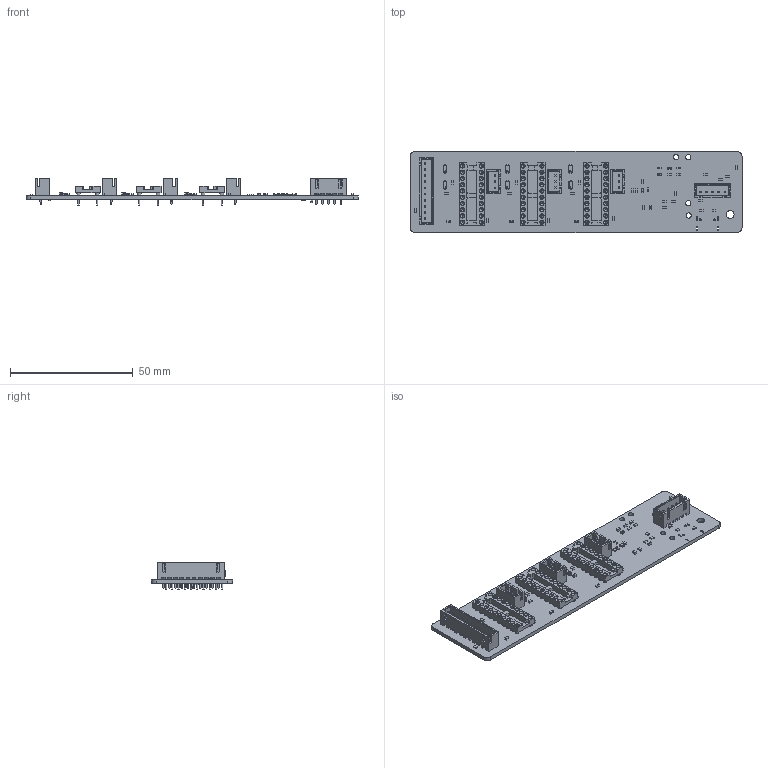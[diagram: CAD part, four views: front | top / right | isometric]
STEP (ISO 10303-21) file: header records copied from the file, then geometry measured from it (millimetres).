
FILE_DESCRIPTION(('FreeCAD Model'),'2;1');
FILE_NAME('Open CASCADE Shape Model','2022-04-21T12:38:18',(''),(''), 'Open CASCADE STEP processor 7.5','FreeCAD','Unknown');
FILE_SCHEMA(('AUTOMOTIVE_DESIGN { 1 0 10303 214 1 1 1 1 }'));
Length unit declared in the file: millimetre
Products named in the file (16): project; Board_Geoms_1710; Pcb_1710; Step_Models_1710; Top_1710; D8_LED_0603_1608Metric_de82c98f9679; U2_DIP_20_W762mm_Socket_df51b67308f2; MOT2_JST_B3B_XH_A_ff6e8a197388; R10_R_0603_1608Metric_8c8b81831c11; C17_C_0603_1608Metric_be693eb83bf6; J8_JST_B5B_XH_A_7dff0d5203dc; SENSORS1_JST_B10B_XH_A_bb1801e322fe; D7_D_0603_15eb90a0a557; D4_D_SOD_123_6c054237abb5; L1_L_0603_1608Metric_b45a29cde6f9; Bot_1710
Assembly tree (59 placements, depth 4):
  project
    Board_Geoms_1710
      Pcb_1710
    Step_Models_1710
      Top_1710
        D8_LED_0603_1608Metric_de82c98f9679
        U2_DIP_20_W762mm_Socket_df51b67308f2  x3
        MOT2_JST_B3B_XH_A_ff6e8a197388  x3
        R10_R_0603_1608Metric_8c8b81831c11  x13
        C17_C_0603_1608Metric_be693eb83bf6  x21
        J8_JST_B5B_XH_A_7dff0d5203dc
        SENSORS1_JST_B10B_XH_A_bb1801e322fe
        D7_D_0603_15eb90a0a557
        D4_D_SOD_123_6c054237abb5  x6
        L1_L_0603_1608Metric_b45a29cde6f9
      Bot_1710
        R10_R_0603_1608Metric_8c8b81831c11  x2
        D8_LED_0603_1608Metric_de82c98f9679
Bounding box: 135.05 x 33 x 10.78 mm (x, y, z)
Volume: 9955.2 mm3; surface area: 16692.9 mm2
Topology: 55 solids, 55 shells, 3310 faces, 7832 edges, 5027 vertices
Faces by surface type: plane 2105, cylinder 869, cone 180, bspline 156
Full cylindrical faces by diameter (mm): 0.508 x120, 0.65 x2, 0.8 x60, 0.95 x24, 1.524 x60, 1.724 x60, 2.1 x4, 3.2 x1
Entity records: 43595 total; most frequent: CARTESIAN_POINT 6279, DIRECTION 5993, ORIENTED_EDGE 5842, EDGE_CURVE 2921, LINE 2255, VECTOR 2255, VERTEX_POINT 1875, AXIS2_PLACEMENT_3D 1869
